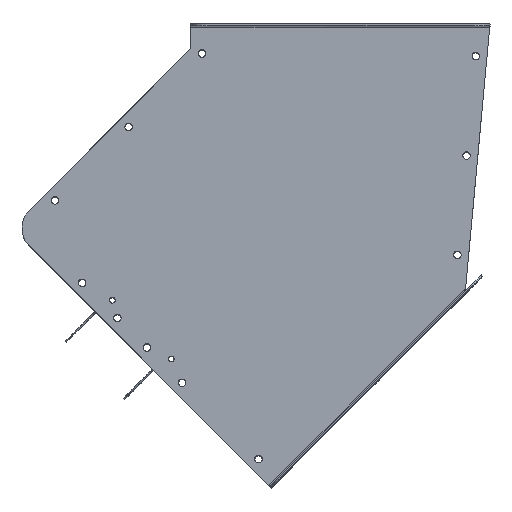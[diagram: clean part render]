
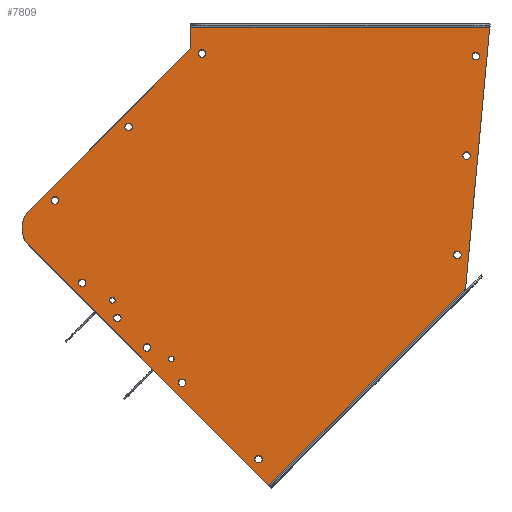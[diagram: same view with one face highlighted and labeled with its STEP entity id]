
A CAD part, top view. The second image highlights one B-rep face of the part: STEP entity #7809.
In plain terms, the highlighted face is planar.
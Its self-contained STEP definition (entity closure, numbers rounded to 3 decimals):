
#307=FACE_BOUND('',#1533,.T.);
#308=FACE_BOUND('',#1534,.T.);
#309=FACE_BOUND('',#1535,.T.);
#310=FACE_BOUND('',#1536,.T.);
#311=FACE_BOUND('',#1537,.T.);
#312=FACE_BOUND('',#1538,.T.);
#313=FACE_BOUND('',#1539,.T.);
#314=FACE_BOUND('',#1540,.T.);
#315=FACE_BOUND('',#1541,.T.);
#316=FACE_BOUND('',#1542,.T.);
#317=FACE_BOUND('',#1543,.T.);
#318=FACE_BOUND('',#1544,.T.);
#319=FACE_BOUND('',#1545,.T.);
#515=PLANE('',#8506);
#936=FACE_OUTER_BOUND('',#1532,.T.);
#1532=EDGE_LOOP('',(#6410,#6411,#6412,#6413,#6414,#6415,#6416));
#1533=EDGE_LOOP('',(#6417));
#1534=EDGE_LOOP('',(#6418));
#1535=EDGE_LOOP('',(#6419));
#1536=EDGE_LOOP('',(#6420));
#1537=EDGE_LOOP('',(#6421));
#1538=EDGE_LOOP('',(#6422));
#1539=EDGE_LOOP('',(#6423));
#1540=EDGE_LOOP('',(#6424));
#1541=EDGE_LOOP('',(#6425));
#1542=EDGE_LOOP('',(#6426));
#1543=EDGE_LOOP('',(#6427));
#1544=EDGE_LOOP('',(#6428));
#1545=EDGE_LOOP('',(#6429));
#2161=LINE('',#12586,#2864);
#2171=LINE('',#12645,#2874);
#2173=LINE('',#12648,#2876);
#2174=LINE('',#12651,#2877);
#2175=LINE('',#12653,#2878);
#2176=LINE('',#12656,#2879);
#2864=VECTOR('',#10074,334.815);
#2874=VECTOR('',#10100,359.63);
#2876=VECTOR('',#10104,315.751);
#2877=VECTOR('',#10107,26.);
#2878=VECTOR('',#10108,275.);
#2879=VECTOR('',#10111,407.69);
#3410=CIRCLE('',#8440,3.5);
#3412=CIRCLE('',#8443,3.5);
#3414=CIRCLE('',#8446,4.5);
#3416=CIRCLE('',#8449,4.5);
#3418=CIRCLE('',#8452,4.5);
#3420=CIRCLE('',#8455,4.5);
#3422=CIRCLE('',#8458,4.5);
#3424=CIRCLE('',#8461,4.5);
#3426=CIRCLE('',#8464,4.5);
#3428=CIRCLE('',#8467,4.5);
#3430=CIRCLE('',#8470,4.5);
#3432=CIRCLE('',#8473,4.5);
#3434=CIRCLE('',#8476,4.5);
#3445=CIRCLE('',#8507,30.);
#3893=VERTEX_POINT('',#12450);
#3895=VERTEX_POINT('',#12455);
#3897=VERTEX_POINT('',#12460);
#3899=VERTEX_POINT('',#12465);
#3901=VERTEX_POINT('',#12470);
#3903=VERTEX_POINT('',#12475);
#3905=VERTEX_POINT('',#12480);
#3907=VERTEX_POINT('',#12485);
#3909=VERTEX_POINT('',#12490);
#3911=VERTEX_POINT('',#12495);
#3913=VERTEX_POINT('',#12500);
#3915=VERTEX_POINT('',#12505);
#3917=VERTEX_POINT('',#12510);
#3927=VERTEX_POINT('',#12551);
#3929=VERTEX_POINT('',#12576);
#3934=VERTEX_POINT('',#12604);
#3935=VERTEX_POINT('',#12630);
#3937=VERTEX_POINT('',#12650);
#3938=VERTEX_POINT('',#12652);
#3939=VERTEX_POINT('',#12654);
#4742=EDGE_CURVE('',#3893,#3893,#3410,.T.);
#4744=EDGE_CURVE('',#3895,#3895,#3412,.T.);
#4746=EDGE_CURVE('',#3897,#3897,#3414,.T.);
#4748=EDGE_CURVE('',#3899,#3899,#3416,.T.);
#4750=EDGE_CURVE('',#3901,#3901,#3418,.T.);
#4752=EDGE_CURVE('',#3903,#3903,#3420,.T.);
#4754=EDGE_CURVE('',#3905,#3905,#3422,.T.);
#4756=EDGE_CURVE('',#3907,#3907,#3424,.T.);
#4758=EDGE_CURVE('',#3909,#3909,#3426,.T.);
#4760=EDGE_CURVE('',#3911,#3911,#3428,.T.);
#4762=EDGE_CURVE('',#3913,#3913,#3430,.T.);
#4764=EDGE_CURVE('',#3915,#3915,#3432,.T.);
#4766=EDGE_CURVE('',#3917,#3917,#3434,.T.);
#4785=EDGE_CURVE('',#3929,#3927,#2161,.T.);
#4799=EDGE_CURVE('',#3934,#3935,#2171,.T.);
#4801=EDGE_CURVE('',#3929,#3935,#2173,.T.);
#4802=EDGE_CURVE('',#3934,#3937,#2174,.T.);
#4803=EDGE_CURVE('',#3937,#3938,#2175,.T.);
#4804=EDGE_CURVE('',#3938,#3939,#3445,.T.);
#4805=EDGE_CURVE('',#3939,#3927,#2176,.T.);
#6410=ORIENTED_EDGE('',*,*,#4785,.F.);
#6411=ORIENTED_EDGE('',*,*,#4801,.T.);
#6412=ORIENTED_EDGE('',*,*,#4799,.F.);
#6413=ORIENTED_EDGE('',*,*,#4802,.T.);
#6414=ORIENTED_EDGE('',*,*,#4803,.T.);
#6415=ORIENTED_EDGE('',*,*,#4804,.T.);
#6416=ORIENTED_EDGE('',*,*,#4805,.T.);
#6417=ORIENTED_EDGE('',*,*,#4742,.F.);
#6418=ORIENTED_EDGE('',*,*,#4744,.F.);
#6419=ORIENTED_EDGE('',*,*,#4746,.F.);
#6420=ORIENTED_EDGE('',*,*,#4748,.F.);
#6421=ORIENTED_EDGE('',*,*,#4750,.F.);
#6422=ORIENTED_EDGE('',*,*,#4752,.F.);
#6423=ORIENTED_EDGE('',*,*,#4754,.F.);
#6424=ORIENTED_EDGE('',*,*,#4756,.F.);
#6425=ORIENTED_EDGE('',*,*,#4758,.F.);
#6426=ORIENTED_EDGE('',*,*,#4760,.F.);
#6427=ORIENTED_EDGE('',*,*,#4762,.F.);
#6428=ORIENTED_EDGE('',*,*,#4764,.F.);
#6429=ORIENTED_EDGE('',*,*,#4766,.F.);
#7809=ADVANCED_FACE('',(#936,#307,#308,#309,#310,#311,#312,#313,#314,#315,
#316,#317,#318,#319),#515,.F.);
#8440=AXIS2_PLACEMENT_3D('',#12451,#9952,#9953);
#8443=AXIS2_PLACEMENT_3D('',#12456,#9958,#9959);
#8446=AXIS2_PLACEMENT_3D('',#12461,#9964,#9965);
#8449=AXIS2_PLACEMENT_3D('',#12466,#9970,#9971);
#8452=AXIS2_PLACEMENT_3D('',#12471,#9976,#9977);
#8455=AXIS2_PLACEMENT_3D('',#12476,#9982,#9983);
#8458=AXIS2_PLACEMENT_3D('',#12481,#9988,#9989);
#8461=AXIS2_PLACEMENT_3D('',#12486,#9994,#9995);
#8464=AXIS2_PLACEMENT_3D('',#12491,#10000,#10001);
#8467=AXIS2_PLACEMENT_3D('',#12496,#10006,#10007);
#8470=AXIS2_PLACEMENT_3D('',#12501,#10012,#10013);
#8473=AXIS2_PLACEMENT_3D('',#12506,#10018,#10019);
#8476=AXIS2_PLACEMENT_3D('',#12511,#10024,#10025);
#8506=AXIS2_PLACEMENT_3D('',#12649,#10105,#10106);
#8507=AXIS2_PLACEMENT_3D('',#12655,#10109,#10110);
#9952=DIRECTION('center_axis',(0.,0.,-1.));
#9953=DIRECTION('ref_axis',(-1.,0.,0.));
#9958=DIRECTION('center_axis',(0.,0.,-1.));
#9959=DIRECTION('ref_axis',(-1.,0.,0.));
#9964=DIRECTION('center_axis',(0.,0.,-1.));
#9965=DIRECTION('ref_axis',(-1.,0.,0.));
#9970=DIRECTION('center_axis',(0.,0.,-1.));
#9971=DIRECTION('ref_axis',(-1.,0.,0.));
#9976=DIRECTION('center_axis',(0.,0.,-1.));
#9977=DIRECTION('ref_axis',(-1.,0.,0.));
#9982=DIRECTION('center_axis',(0.,0.,-1.));
#9983=DIRECTION('ref_axis',(-1.,0.,0.));
#9988=DIRECTION('center_axis',(0.,0.,-1.));
#9989=DIRECTION('ref_axis',(-1.,0.,0.));
#9994=DIRECTION('center_axis',(0.,0.,-1.));
#9995=DIRECTION('ref_axis',(-1.,0.,0.));
#10000=DIRECTION('center_axis',(0.,0.,-1.));
#10001=DIRECTION('ref_axis',(-1.,0.,0.));
#10006=DIRECTION('center_axis',(0.,0.,-1.));
#10007=DIRECTION('ref_axis',(-1.,0.,0.));
#10012=DIRECTION('center_axis',(0.,0.,-1.));
#10013=DIRECTION('ref_axis',(-1.,0.,0.));
#10018=DIRECTION('center_axis',(0.,0.,-1.));
#10019=DIRECTION('ref_axis',(-1.,0.,0.));
#10024=DIRECTION('center_axis',(0.,0.,-1.));
#10025=DIRECTION('ref_axis',(-1.,0.,0.));
#10074=DIRECTION('',(-0.707,0.707,0.));
#10100=DIRECTION('',(1.,0.,0.));
#10104=DIRECTION('',(0.092,-0.996,0.));
#10105=DIRECTION('center_axis',(0.,0.,1.));
#10106=DIRECTION('ref_axis',(1.,0.,0.));
#10107=DIRECTION('',(0.,1.,0.));
#10108=DIRECTION('',(-0.707,0.707,0.));
#10109=DIRECTION('center_axis',(0.,0.,-1.));
#10110=DIRECTION('ref_axis',(0.707,-0.707,0.));
#10111=DIRECTION('',(0.707,0.707,0.));
#12450=CARTESIAN_POINT('',(-270.764,332.423,-2.));
#12451=CARTESIAN_POINT('Origin',(-274.264,332.423,-2.));
#12455=CARTESIAN_POINT('',(-200.053,403.134,-2.));
#12456=CARTESIAN_POINT('Origin',(-203.553,403.134,-2.));
#12460=CARTESIAN_POINT('',(156.31,158.342,-2.));
#12461=CARTESIAN_POINT('Origin',(151.81,158.342,-2.));
#12465=CARTESIAN_POINT('',(-94.048,523.695,-2.));
#12466=CARTESIAN_POINT('Origin',(-98.548,523.695,-2.));
#12470=CARTESIAN_POINT('',(-228.398,389.345,-2.));
#12471=CARTESIAN_POINT('Origin',(-232.898,389.345,-2.));
#12475=CARTESIAN_POINT('',(-306.18,311.563,-2.));
#12476=CARTESIAN_POINT('Origin',(-310.68,311.563,-2.));
#12480=CARTESIAN_POINT('',(-250.388,123.98,-2.));
#12481=CARTESIAN_POINT('Origin',(-254.888,123.98,-2.));
#12485=CARTESIAN_POINT('',(-162.,35.592,-2.));
#12486=CARTESIAN_POINT('Origin',(-166.5,35.592,-2.));
#12490=CARTESIAN_POINT('',(-338.777,212.369,-2.));
#12491=CARTESIAN_POINT('Origin',(-343.277,212.369,-2.));
#12495=CARTESIAN_POINT('',(-263.754,353.99,-2.));
#12496=CARTESIAN_POINT('Origin',(-268.254,353.99,-2.));
#12500=CARTESIAN_POINT('',(-185.972,431.771,-2.));
#12501=CARTESIAN_POINT('Origin',(-190.472,431.771,-2.));
#12505=CARTESIAN_POINT('',(145.268,277.833,-2.));
#12506=CARTESIAN_POINT('Origin',(140.768,277.833,-2.));
#12510=CARTESIAN_POINT('',(167.352,38.852,-2.));
#12511=CARTESIAN_POINT('Origin',(162.852,38.852,-2.));
#12551=CARTESIAN_POINT('',(-86.174,555.161,-2.));
#12576=CARTESIAN_POINT('',(150.576,318.412,-2.));
#12586=CARTESIAN_POINT('',(-2.299,471.287,-2.));
#12604=CARTESIAN_POINT('',(-180.,4.,-2.));
#12630=CARTESIAN_POINT('',(179.63,4.,-2.));
#12645=CARTESIAN_POINT('',(53.584,4.,-2.));
#12648=CARTESIAN_POINT('',(150.,324.645,-2.));
#12649=CARTESIAN_POINT('Origin',(-72.463,233.373,-2.));
#12650=CARTESIAN_POINT('',(-180.,30.,-2.));
#12651=CARTESIAN_POINT('',(-180.,0.,-2.));
#12652=CARTESIAN_POINT('',(-374.454,224.454,-2.));
#12653=CARTESIAN_POINT('',(-180.,30.,-2.));
#12654=CARTESIAN_POINT('',(-374.454,266.881,-2.));
#12655=CARTESIAN_POINT('Origin',(-353.241,245.668,-2.));
#12656=CARTESIAN_POINT('',(-374.454,266.881,-2.));
